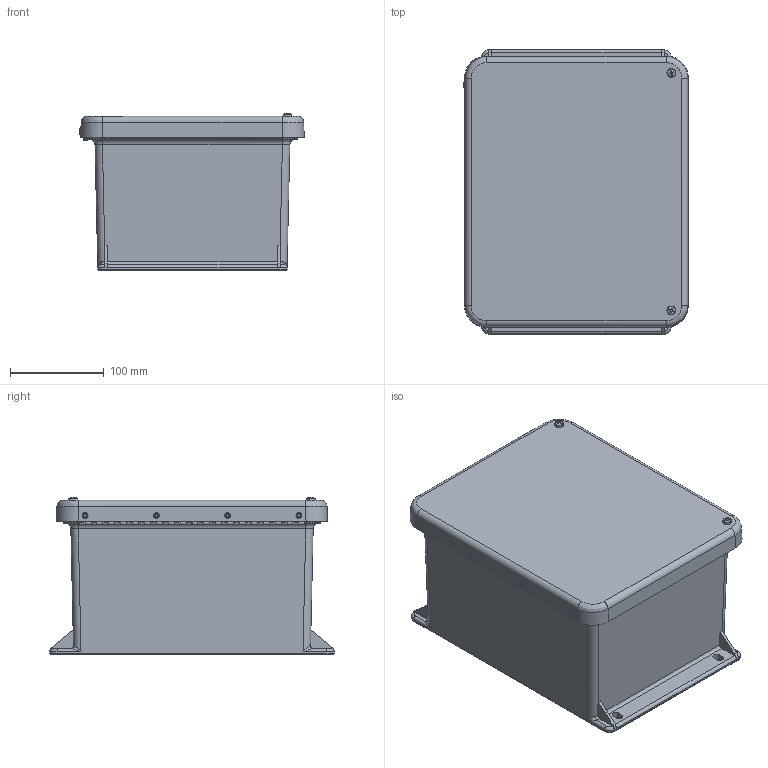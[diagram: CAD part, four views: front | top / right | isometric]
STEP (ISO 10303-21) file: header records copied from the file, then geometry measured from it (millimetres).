
FILE_DESCRIPTION (( 'STEP AP214' ), '1' );
FILE_NAME ('M100806HW.STEP', '2018-11-07T14:11:06', ( '' ), ( '' ), 'SwSTEP 2.0', 'SolidWorks 2018', '' );
FILE_SCHEMA (( 'AUTOMOTIVE_DESIGN' ));
Length unit declared in the file: inch
Products named in the file (1): M100806HW
Bounding box: 240.03 x 303.94 x 168.4 mm (x, y, z)
Volume: 1253081.9 mm3; surface area: 654492.4 mm2
Topology: 30 solids, 30 shells, 1184 faces, 2946 edges, 1845 vertices
Faces by surface type: cylinder 439, plane 397, bspline 170, cone 162, torus 16
Full cylindrical faces by diameter (mm): 2.159 x39, 2.64 x8, 3.175 x8, 3.327 x8, 3.556 x8, 3.861 x12, 3.967 x40, 4.039 x12, 4.826 x40, 6.858 x12, 7.95 x2, 9.525 x4
Entity records: 56823 total; most frequent: CARTESIAN_POINT 15621, ORIENTED_EDGE 5088, DIRECTION 4874, EDGE_CURVE 2544, AXIS2_PLACEMENT_3D 1843, VERTEX_POINT 1744, EDGE_LOOP 1662, FACE_OUTER_BOUND 1383
